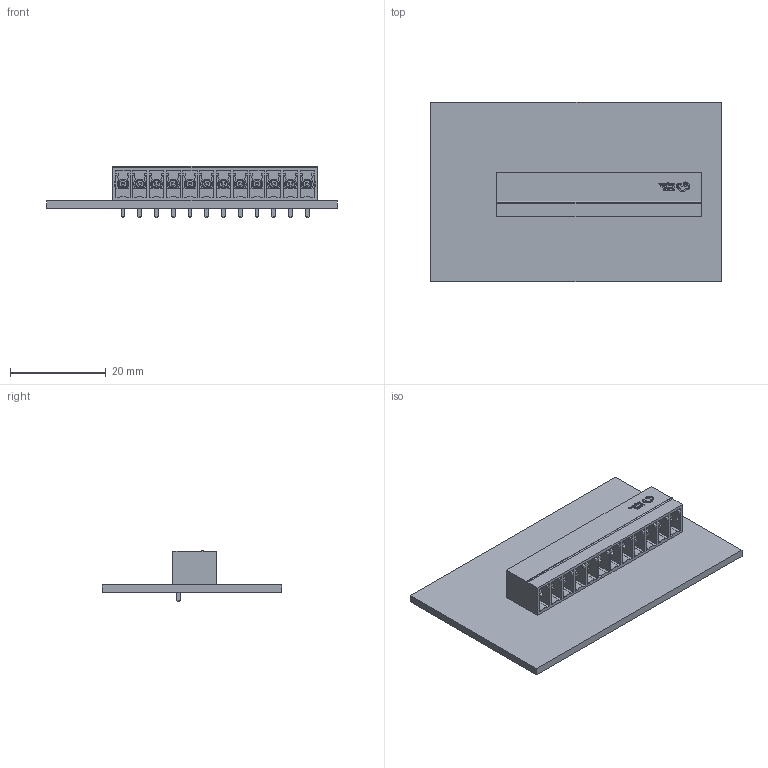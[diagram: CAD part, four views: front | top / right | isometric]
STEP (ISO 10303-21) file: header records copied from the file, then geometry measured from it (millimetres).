
FILE_DESCRIPTION(('Designed by EasyEDA Pro'),'2;1');
FILE_NAME('Open CASCADE Shape Model','2024-03-27T20:16:39',('Author'),( 'Open CASCADE'),'Open CASCADE STEP processor 7.6','Open CASCADE 7.6' ,'Unknown');
FILE_SCHEMA(('AUTOMOTIVE_DESIGN { 1 0 10303 214 1 1 1 1 }'));
Length unit declared in the file: millimetre
Products named in the file (5): PCBModel; COMPOUND; CN2; CONN-TH_12P-P3.50_DB2ERC-3.5-8P
Assembly tree (4 placements, depth 4):
  PCBModel
    COMPOUND
    CN2
      CONN-TH_12P-P3.50_DB2ERC-3.5-8P
        COMPOUND
Bounding box: 60.68 x 37.44 x 10.7 mm (x, y, z)
Volume: 5067.9 mm3; surface area: 8632.8 mm2
Topology: 15 solids, 15 shells, 957 faces, 2560 edges, 1676 vertices
Faces by surface type: plane 749, bspline 98, cylinder 86, cone 24
Full cylindrical faces by diameter (mm): 1.5 x12
Entity records: 38968 total; most frequent: CARTESIAN_POINT 6700, ORIENTED_EDGE 5120, DIRECTION 4270, EDGE_CURVE 2560, LINE 2150, VECTOR 2150, VERTEX_POINT 1676, AXIS2_PLACEMENT_3D 1060
